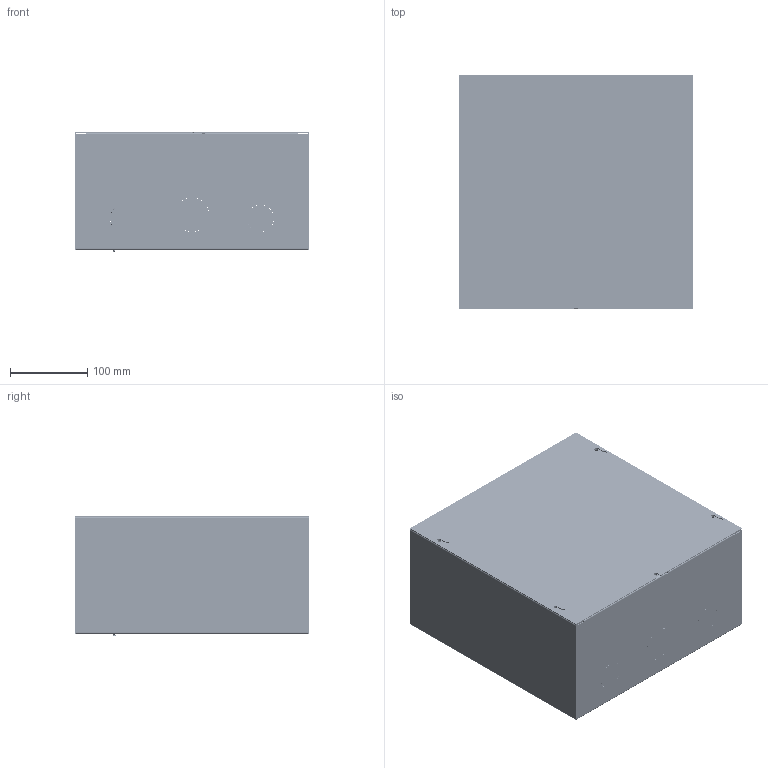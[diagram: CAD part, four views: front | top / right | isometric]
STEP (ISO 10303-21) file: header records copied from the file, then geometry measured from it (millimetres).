
FILE_DESCRIPTION(/* description */ (''),/* implementation_level */ '2;1');
FILE_NAME(/* name */ 'EPS-S500AC5-120-24-B.stp',/* time_stamp */ '2023-12-04T15:29:51-05:00',/* author */ ('cbunnell'),/* organization */ (''),/* preprocessor_version */ 'ST-DEVELOPER v19.2',/* originating_system */ 'Autodesk Inventor 2024',/* authorisation */ '');
FILE_SCHEMA (('AUTOMOTIVE_DESIGN { 1 0 10303 214 3 1 1 }'));
Products named in the file (1): 30E90010G03_Simplify_1
Bounding box: 304.8 x 304.8 x 156.79 mm (x, y, z)
Volume: 1423710.9 mm3; surface area: 972865.4 mm2
Topology: 11 solids, 15 shells, 8830 faces, 23968 edges, 15835 vertices
Faces by surface type: plane 5654, bspline 2199, cylinder 679, cone 197, torus 99, sphere 2
Full cylindrical faces by diameter (mm): 1 x12, 1.6 x38, 2 x20, 2.3 x10, 3.134 x11, 3.3 x4, 3.95 x23, 4 x22, 4.1 x8, 4.14 x11, 4.166 x15, 4.318 x5, 5 x8, 6 x8, 6.325 x20, 6.35 x12, 6.477 x1, 6.858 x4, 7.112 x1, 8 x8, 8.179 x1, 10.55 x8
Entity records: 341827 total; most frequent: CARTESIAN_POINT 129592, ORIENTED_EDGE 47950, DIRECTION 37480, EDGE_CURVE 23975, VERTEX_POINT 15842, LINE 14672, VECTOR 14672, AXIS2_PLACEMENT_3D 11404
